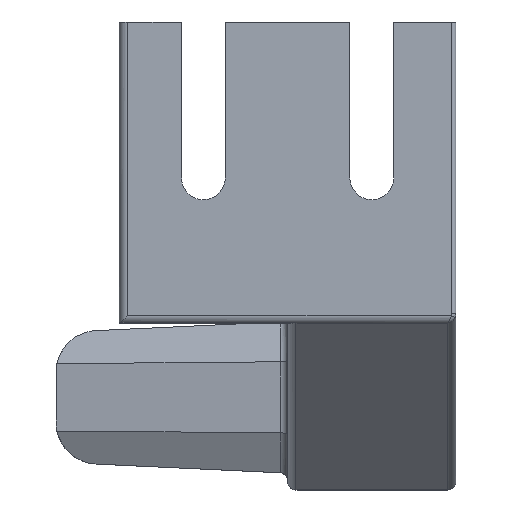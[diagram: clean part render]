
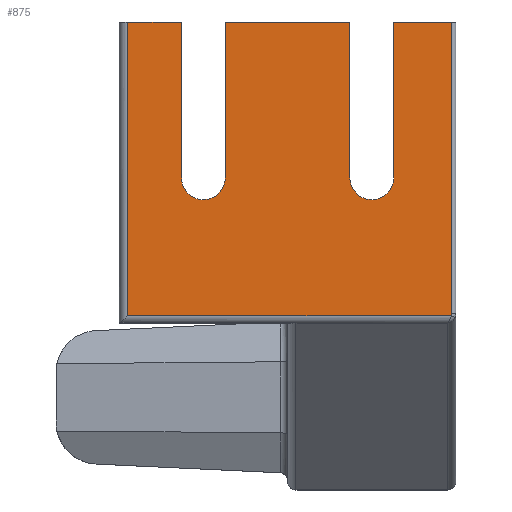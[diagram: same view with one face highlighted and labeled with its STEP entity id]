
A CAD part, top view. The second image highlights one B-rep face of the part: STEP entity #875.
In plain terms, the highlighted planar face has unit normal (0, 0, 1).
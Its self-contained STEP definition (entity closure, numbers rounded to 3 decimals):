
#34=PLANE('',#977);
#88=FACE_OUTER_BOUND('',#135,.T.);
#135=EDGE_LOOP('',(#760,#761,#762,#763,#764,#765,#766,#767,#768,#769,#770,
#771,#772));
#153=ELLIPSE('',#929,0.559,0.5);
#187=LINE('',#1389,#265);
#193=LINE('',#1435,#271);
#197=LINE('',#1496,#275);
#206=LINE('',#1519,#284);
#230=LINE('',#1612,#308);
#233=LINE('',#1620,#311);
#235=LINE('',#1624,#313);
#237=LINE('',#1628,#315);
#238=LINE('',#1630,#316);
#239=LINE('',#1633,#317);
#265=VECTOR('',#1047,10.);
#271=VECTOR('',#1063,10.);
#275=VECTOR('',#1085,10.);
#284=VECTOR('',#1112,10.);
#308=VECTOR('',#1200,10.);
#311=VECTOR('',#1209,10.);
#313=VECTOR('',#1213,10.);
#315=VECTOR('',#1217,10.);
#316=VECTOR('',#1218,10.);
#317=VECTOR('',#1221,10.);
#343=CIRCLE('',#974,2.6);
#344=CIRCLE('',#978,2.6);
#374=VERTEX_POINT('',#1386);
#375=VERTEX_POINT('',#1388);
#382=VERTEX_POINT('',#1434);
#385=VERTEX_POINT('',#1461);
#389=VERTEX_POINT('',#1489);
#395=VERTEX_POINT('',#1517);
#422=VERTEX_POINT('',#1611);
#423=VERTEX_POINT('',#1615);
#424=VERTEX_POINT('',#1619);
#425=VERTEX_POINT('',#1623);
#426=VERTEX_POINT('',#1627);
#427=VERTEX_POINT('',#1629);
#428=VERTEX_POINT('',#1631);
#463=EDGE_CURVE('',#374,#375,#187,.T.);
#474=EDGE_CURVE('',#375,#382,#193,.T.);
#483=EDGE_CURVE('',#389,#385,#153,.T.);
#486=EDGE_CURVE('',#385,#374,#197,.T.);
#498=EDGE_CURVE('',#395,#389,#206,.T.);
#539=EDGE_CURVE('',#422,#382,#230,.T.);
#541=EDGE_CURVE('',#423,#422,#343,.T.);
#543=EDGE_CURVE('',#424,#423,#233,.T.);
#545=EDGE_CURVE('',#424,#425,#235,.T.);
#547=EDGE_CURVE('',#426,#395,#237,.T.);
#548=EDGE_CURVE('',#426,#427,#238,.T.);
#549=EDGE_CURVE('',#427,#428,#344,.T.);
#550=EDGE_CURVE('',#428,#425,#239,.T.);
#760=ORIENTED_EDGE('',*,*,#463,.F.);
#761=ORIENTED_EDGE('',*,*,#486,.F.);
#762=ORIENTED_EDGE('',*,*,#483,.F.);
#763=ORIENTED_EDGE('',*,*,#498,.F.);
#764=ORIENTED_EDGE('',*,*,#547,.F.);
#765=ORIENTED_EDGE('',*,*,#548,.T.);
#766=ORIENTED_EDGE('',*,*,#549,.T.);
#767=ORIENTED_EDGE('',*,*,#550,.T.);
#768=ORIENTED_EDGE('',*,*,#545,.F.);
#769=ORIENTED_EDGE('',*,*,#543,.T.);
#770=ORIENTED_EDGE('',*,*,#541,.T.);
#771=ORIENTED_EDGE('',*,*,#539,.T.);
#772=ORIENTED_EDGE('',*,*,#474,.F.);
#875=ADVANCED_FACE('',(#88),#34,.T.);
#929=AXIS2_PLACEMENT_3D('',#1491,#1078,#1079);
#974=AXIS2_PLACEMENT_3D('',#1616,#1204,#1205);
#977=AXIS2_PLACEMENT_3D('',#1626,#1215,#1216);
#978=AXIS2_PLACEMENT_3D('',#1632,#1219,#1220);
#1047=DIRECTION('',(0.,1.,0.));
#1063=DIRECTION('',(1.,0.,0.));
#1078=DIRECTION('center_axis',(0.,0.,-1.));
#1079=DIRECTION('ref_axis',(0.,-1.,0.));
#1085=DIRECTION('',(-1.,0.,0.));
#1112=DIRECTION('',(0.,-1.,0.));
#1200=DIRECTION('',(0.,1.,0.));
#1204=DIRECTION('center_axis',(0.,0.,-1.));
#1205=DIRECTION('ref_axis',(1.,0.,0.));
#1209=DIRECTION('',(0.,-1.,0.));
#1213=DIRECTION('',(1.,0.,0.));
#1215=DIRECTION('center_axis',(0.,0.,1.));
#1216=DIRECTION('ref_axis',(0.,-1.,0.));
#1217=DIRECTION('',(1.,0.,0.));
#1218=DIRECTION('',(0.,-1.,0.));
#1219=DIRECTION('center_axis',(0.,0.,-1.));
#1220=DIRECTION('ref_axis',(-1.,0.,0.));
#1221=DIRECTION('',(0.,1.,0.));
#1386=CARTESIAN_POINT('',(51.,65.368,47.));
#1388=CARTESIAN_POINT('',(51.,100.25,47.));
#1389=CARTESIAN_POINT('',(51.,81.875,47.));
#1434=CARTESIAN_POINT('',(57.4,100.25,47.));
#1435=CARTESIAN_POINT('',(70.,100.25,47.));
#1461=CARTESIAN_POINT('',(89.447,65.368,47.));
#1489=CARTESIAN_POINT('',(89.5,65.618,47.));
#1491=CARTESIAN_POINT('Origin',(89.,65.618,47.));
#1496=CARTESIAN_POINT('',(70.,65.368,47.));
#1517=CARTESIAN_POINT('',(89.5,100.25,47.));
#1519=CARTESIAN_POINT('',(89.5,66.25,47.));
#1611=CARTESIAN_POINT('',(57.4,81.75,47.));
#1612=CARTESIAN_POINT('',(57.4,79.25,47.));
#1615=CARTESIAN_POINT('',(62.6,81.75,47.));
#1616=CARTESIAN_POINT('Origin',(60.,81.75,47.));
#1619=CARTESIAN_POINT('',(62.6,100.25,47.));
#1620=CARTESIAN_POINT('',(62.6,88.5,47.));
#1623=CARTESIAN_POINT('',(77.4,100.25,47.));
#1624=CARTESIAN_POINT('',(70.,100.25,47.));
#1626=CARTESIAN_POINT('Origin',(70.,76.75,47.));
#1627=CARTESIAN_POINT('',(82.6,100.25,47.));
#1628=CARTESIAN_POINT('',(70.,100.25,47.));
#1629=CARTESIAN_POINT('',(82.6,81.75,47.));
#1630=CARTESIAN_POINT('',(82.6,88.5,47.));
#1631=CARTESIAN_POINT('',(77.4,81.75,47.));
#1632=CARTESIAN_POINT('Origin',(80.,81.75,47.));
#1633=CARTESIAN_POINT('',(77.4,79.25,47.));
